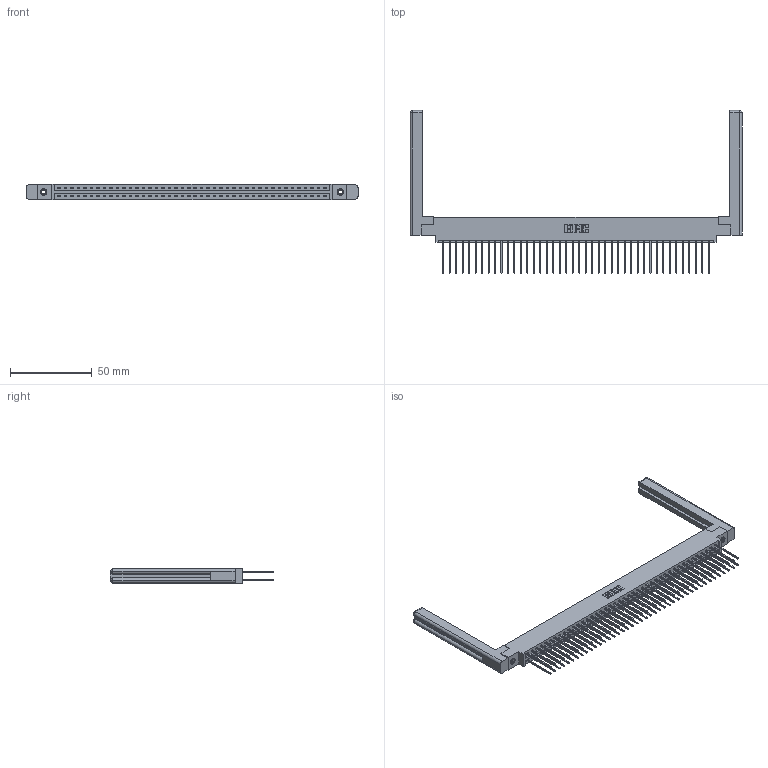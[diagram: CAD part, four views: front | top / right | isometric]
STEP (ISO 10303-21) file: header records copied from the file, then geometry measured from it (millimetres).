
FILE_DESCRIPTION (( 'STEP AP203' ), '1' );
FILE_NAME ('387-084-541-858.STEP', '2019-10-23T01:35:09', ( '' ), ( '' ), 'SwSTEP 2.0', 'SolidWorks 2016', '' );
FILE_SCHEMA (( 'CONFIG_CONTROL_DESIGN' ));
Length unit declared in the file: inch
Products named in the file (5): 345-250-001_345-250-001-102; 307-220-058; 387-084-541-858; 345-292-001_345-293-141; 337 Part_0.170 Offset - 0.156 Dia-TI
Assembly tree (89 placements, depth 2):
  387-084-541-858
    337 Part_0.170 Offset - 0.156 Dia-TI
    345-292-001_345-293-141  x84
    345-250-001_345-250-001-102  x2
    307-220-058  x2
Bounding box: 203.05 x 99.7 x 9.4 mm (x, y, z)
Volume: 28905.5 mm3; surface area: 32176.9 mm2
Topology: 89 solids, 89 shells, 4796 faces, 14201 edges, 9342 vertices
Faces by surface type: plane 3350, cylinder 1422, cone 12, torus 12
Entity records: 35348 total; most frequent: CARTESIAN_POINT 5965, ORIENTED_EDGE 5840, DIRECTION 5088, EDGE_CURVE 2920, LINE 2744, VECTOR 2744, VERTEX_POINT 1938, AXIS2_PLACEMENT_3D 1172
